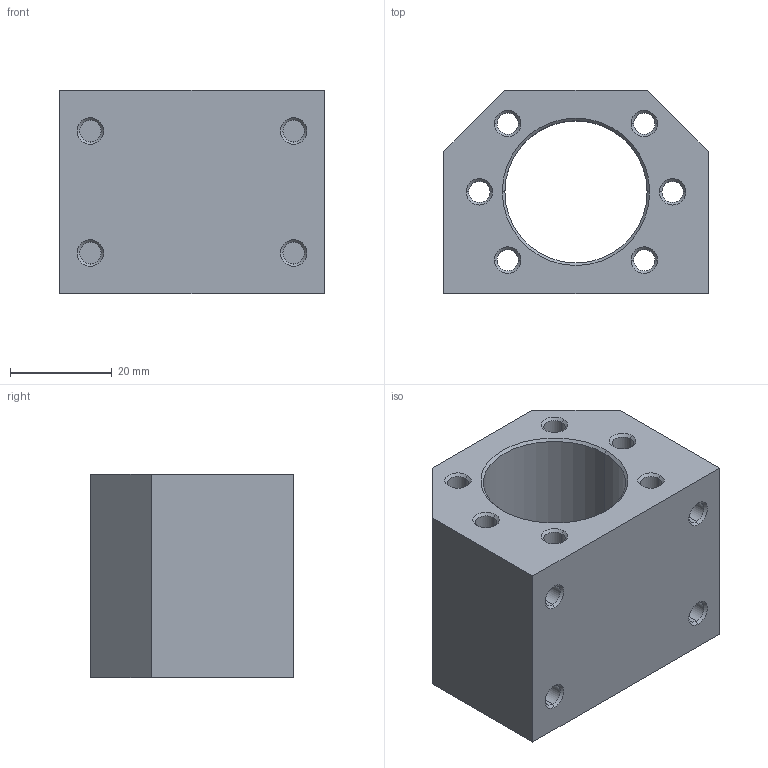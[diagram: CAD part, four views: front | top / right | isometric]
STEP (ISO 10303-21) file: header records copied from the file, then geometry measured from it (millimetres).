
FILE_DESCRIPTION (( 'STEP AP214' ), '1' );
FILE_NAME ('Ñáîðêà2.STEP', '2025-04-14T13:36:08', ( '' ), ( '' ), 'SwSTEP 2.0', 'SolidWorks 2025', '' );
FILE_SCHEMA (( 'AUTOMOTIVE_DESIGN' ));
Length unit declared in the file: millimetre
Products named in the file (2): B593 Модуль крепления гайки DSG16 (под SFS 1505-3,8 1605-4)_DSG16H; Сборка2
Assembly tree (1 placements, depth 2):
  Сборка2
    B593 Модуль крепления гайки DSG16 (под SFS 1505-3,8 1605-4)_DSG16H
Bounding box: 52 x 40 x 40 mm (x, y, z)
Volume: 48769.1 mm3; surface area: 16483 mm2
Topology: 1 solids, 1 shells, 70 faces, 156 edges, 92 vertices
Faces by surface type: cone 36, cylinder 22, plane 12
Entity records: 2026 total; most frequent: DIRECTION 384, CARTESIAN_POINT 322, ORIENTED_EDGE 312, EDGE_CURVE 156, AXIS2_PLACEMENT_3D 154, VERTEX_POINT 92, EDGE_LOOP 88, CIRCLE 80
